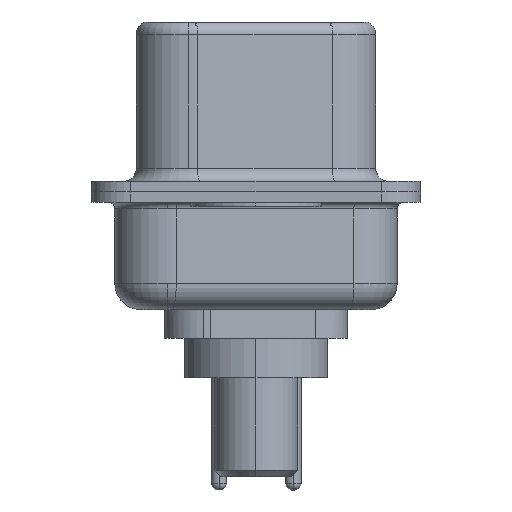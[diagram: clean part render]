
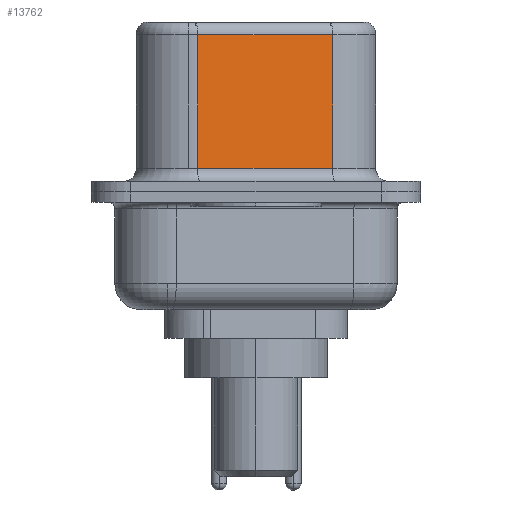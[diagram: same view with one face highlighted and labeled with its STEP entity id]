
A CAD part, left-side view. The second image highlights one B-rep face of the part: STEP entity #13762.
In plain terms, the highlighted planar face has unit normal (-0.985, -0.174, 0).
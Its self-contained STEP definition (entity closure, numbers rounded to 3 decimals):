
#63 = CARTESIAN_POINT ( 'NONE',  ( 4.58, -2.927, 6.02 ) ) ;
#1195 = ORIENTED_EDGE ( 'NONE', *, *, #4882, .T. ) ;
#1790 = VECTOR ( 'NONE', #5588, 1000. ) ;
#2763 = CARTESIAN_POINT ( 'NONE',  ( 4.58, -2.927, 0.9 ) ) ;
#3402 = LINE ( 'NONE', #6403, #16999 ) ;
#3890 = ORIENTED_EDGE ( 'NONE', *, *, #15859, .T. ) ;
#4395 = CARTESIAN_POINT ( 'NONE',  ( 3.67, 2.233, 6.02 ) ) ;
#4695 = DIRECTION ( 'NONE',  ( 0., 0., -1. ) ) ;
#4882 = EDGE_CURVE ( 'NONE', #9046, #13307, #10663, .T. ) ;
#5588 = DIRECTION ( 'NONE',  ( -0.174, 0.985, 0. ) ) ;
#5691 = VECTOR ( 'NONE', #9531, 1000. ) ;
#6403 = CARTESIAN_POINT ( 'NONE',  ( 4.58, -2.927, 0.9 ) ) ;
#7572 = LINE ( 'NONE', #14676, #5691 ) ;
#7689 = ORIENTED_EDGE ( 'NONE', *, *, #7930, .T. ) ;
#7930 = EDGE_CURVE ( 'NONE', #13151, #9046, #16882, .T. ) ;
#8791 = VECTOR ( 'NONE', #4695, 1000. ) ;
#8988 = PLANE ( 'NONE',  #12894 ) ;
#9046 = VERTEX_POINT ( 'NONE', #4395 ) ;
#9531 = DIRECTION ( 'NONE',  ( 0., 0., -1. ) ) ;
#9965 = CARTESIAN_POINT ( 'NONE',  ( 3.67, 2.233, 6.52 ) ) ;
#10663 = LINE ( 'NONE', #9965, #8791 ) ;
#11033 = CARTESIAN_POINT ( 'NONE',  ( 4.58, -2.927, 6.02 ) ) ;
#11035 = EDGE_CURVE ( 'NONE', #13151, #11874, #7572, .T. ) ;
#11638 = DIRECTION ( 'NONE',  ( -0.174, 0.985, 0. ) ) ;
#11874 = VERTEX_POINT ( 'NONE', #2763 ) ;
#12894 = AXIS2_PLACEMENT_3D ( 'NONE', #17086, #15668, #11638 ) ;
#12983 = EDGE_LOOP ( 'NONE', ( #14834, #7689, #1195, #3890 ) ) ;
#13151 = VERTEX_POINT ( 'NONE', #63 ) ;
#13307 = VERTEX_POINT ( 'NONE', #15442 ) ;
#13762 = ADVANCED_FACE ( 'NONE', ( #14739 ), #8988, .F. ) ;
#14584 = DIRECTION ( 'NONE',  ( 0.174, -0.985, 0. ) ) ;
#14676 = CARTESIAN_POINT ( 'NONE',  ( 4.58, -2.927, 6.52 ) ) ;
#14739 = FACE_OUTER_BOUND ( 'NONE', #12983, .T. ) ;
#14834 = ORIENTED_EDGE ( 'NONE', *, *, #11035, .F. ) ;
#15442 = CARTESIAN_POINT ( 'NONE',  ( 3.67, 2.233, 0.9 ) ) ;
#15668 = DIRECTION ( 'NONE',  ( 0.985, 0.174, 0. ) ) ;
#15859 = EDGE_CURVE ( 'NONE', #13307, #11874, #3402, .T. ) ;
#16882 = LINE ( 'NONE', #11033, #1790 ) ;
#16999 = VECTOR ( 'NONE', #14584, 1000. ) ;
#17086 = CARTESIAN_POINT ( 'NONE',  ( 4.58, -2.927, 6.52 ) ) ;
